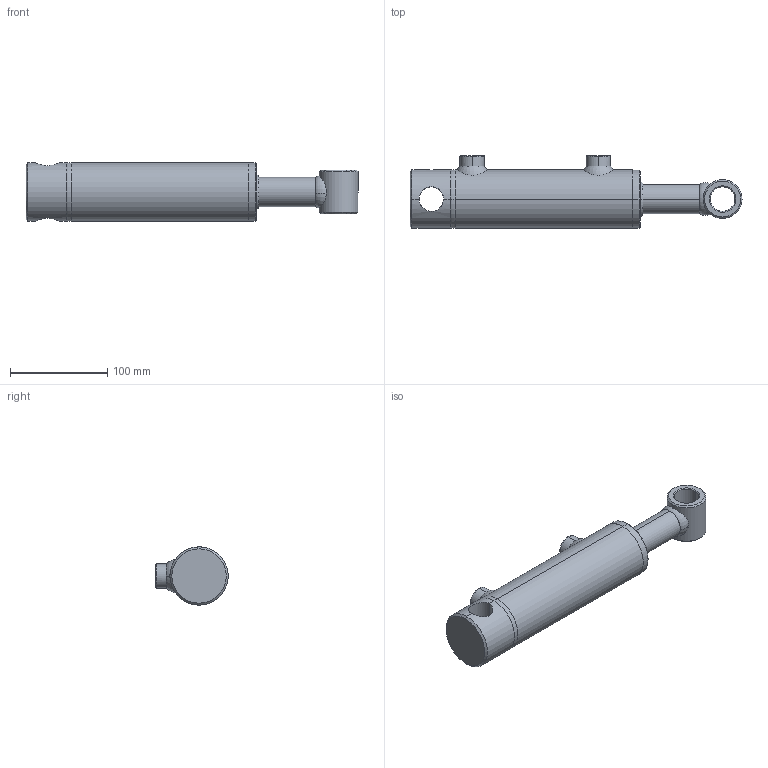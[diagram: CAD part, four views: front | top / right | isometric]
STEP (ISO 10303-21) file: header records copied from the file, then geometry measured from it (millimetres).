
FILE_DESCRIPTION (( 'STEP AP203' ), '1' );
FILE_NAME ('702.1.STEP', '2014-07-23T13:54:53', ( '' ), ( '' ), 'SwSTEP 2.0', 'SolidWorks 2013', '' );
FILE_SCHEMA (( 'CONFIG_CONTROL_DESIGN' ));
Length unit declared in the file: millimetre
Products named in the file (1): 702.1
Bounding box: 342 x 74.99 x 60.41 mm (x, y, z)
Surface area: 94665.9 mm2 (no closed solid volume)
Topology: 0 solids, 12 shells, 84 faces, 215 edges, 140 vertices
Faces by surface type: cylinder 31, cone 27, plane 14, torus 12
Entity records: 3504 total; most frequent: CARTESIAN_POINT 1370, DIRECTION 468, ORIENTED_EDGE 376, EDGE_CURVE 215, AXIS2_PLACEMENT_3D 200, VERTEX_POINT 140, CIRCLE 115, EDGE_LOOP 100
